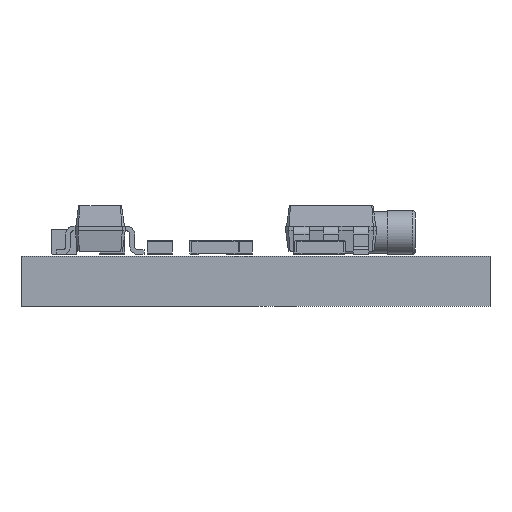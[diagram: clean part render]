
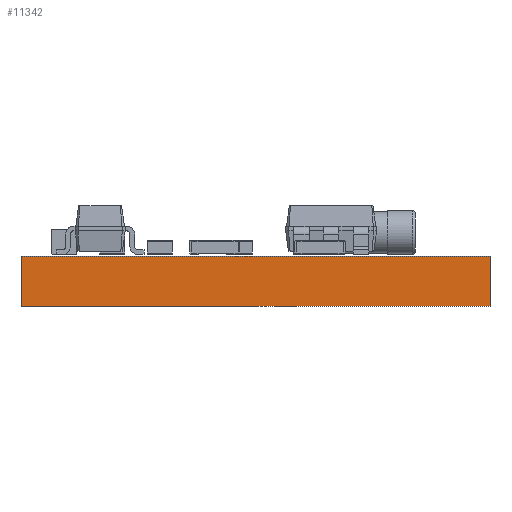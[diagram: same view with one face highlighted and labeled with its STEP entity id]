
A CAD part, left-side view. The second image highlights one B-rep face of the part: STEP entity #11342.
In plain terms, the highlighted planar face has unit normal (-1, 0, 0).
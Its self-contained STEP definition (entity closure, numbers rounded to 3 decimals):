
#11342 = ADVANCED_FACE('',(#11343),#11357,.T.);
#11343 = FACE_BOUND('',#11344,.T.);
#11344 = EDGE_LOOP('',(#11345,#11380,#11408,#11436));
#11345 = ORIENTED_EDGE('',*,*,#11346,.T.);
#11346 = EDGE_CURVE('',#11347,#11349,#11351,.T.);
#11347 = VERTEX_POINT('',#11348);
#11348 = CARTESIAN_POINT('',(124.46,-88.927,0.));
#11349 = VERTEX_POINT('',#11350);
#11350 = CARTESIAN_POINT('',(124.46,-88.927,1.6));
#11351 = SURFACE_CURVE('',#11352,(#11356,#11368),.PCURVE_S1.);
#11352 = LINE('',#11353,#11354);
#11353 = CARTESIAN_POINT('',(124.46,-88.927,0.));
#11354 = VECTOR('',#11355,1.);
#11355 = DIRECTION('',(0.,0.,1.));
#11356 = PCURVE('',#11357,#11362);
#11357 = PLANE('',#11358);
#11358 = AXIS2_PLACEMENT_3D('',#11359,#11360,#11361);
#11359 = CARTESIAN_POINT('',(124.46,-88.927,0.));
#11360 = DIRECTION('',(-1.,0.,0.));
#11361 = DIRECTION('',(0.,1.,0.));
#11362 = DEFINITIONAL_REPRESENTATION('',(#11363),#11367);
#11363 = LINE('',#11364,#11365);
#11364 = CARTESIAN_POINT('',(0.,0.));
#11365 = VECTOR('',#11366,1.);
#11366 = DIRECTION('',(0.,-1.));
#11367 = ( GEOMETRIC_REPRESENTATION_CONTEXT(2) 
PARAMETRIC_REPRESENTATION_CONTEXT() REPRESENTATION_CONTEXT('2D SPACE',''
  ) );
#11368 = PCURVE('',#11369,#11374);
#11369 = PLANE('',#11370);
#11370 = AXIS2_PLACEMENT_3D('',#11371,#11372,#11373);
#11371 = CARTESIAN_POINT('',(141.514,-88.927,0.));
#11372 = DIRECTION('',(0.,-1.,0.));
#11373 = DIRECTION('',(-1.,0.,0.));
#11374 = DEFINITIONAL_REPRESENTATION('',(#11375),#11379);
#11375 = LINE('',#11376,#11377);
#11376 = CARTESIAN_POINT('',(17.055,0.));
#11377 = VECTOR('',#11378,1.);
#11378 = DIRECTION('',(0.,-1.));
#11379 = ( GEOMETRIC_REPRESENTATION_CONTEXT(2) 
PARAMETRIC_REPRESENTATION_CONTEXT() REPRESENTATION_CONTEXT('2D SPACE',''
  ) );
#11380 = ORIENTED_EDGE('',*,*,#11381,.T.);
#11381 = EDGE_CURVE('',#11349,#11382,#11384,.T.);
#11382 = VERTEX_POINT('',#11383);
#11383 = CARTESIAN_POINT('',(124.46,-74.004,1.6));
#11384 = SURFACE_CURVE('',#11385,(#11389,#11396),.PCURVE_S1.);
#11385 = LINE('',#11386,#11387);
#11386 = CARTESIAN_POINT('',(124.46,-88.927,1.6));
#11387 = VECTOR('',#11388,1.);
#11388 = DIRECTION('',(0.,1.,0.));
#11389 = PCURVE('',#11357,#11390);
#11390 = DEFINITIONAL_REPRESENTATION('',(#11391),#11395);
#11391 = LINE('',#11392,#11393);
#11392 = CARTESIAN_POINT('',(0.,-1.6));
#11393 = VECTOR('',#11394,1.);
#11394 = DIRECTION('',(1.,0.));
#11395 = ( GEOMETRIC_REPRESENTATION_CONTEXT(2) 
PARAMETRIC_REPRESENTATION_CONTEXT() REPRESENTATION_CONTEXT('2D SPACE',''
  ) );
#11396 = PCURVE('',#11397,#11402);
#11397 = PLANE('',#11398);
#11398 = AXIS2_PLACEMENT_3D('',#11399,#11400,#11401);
#11399 = CARTESIAN_POINT('',(132.987,-81.465,1.6));
#11400 = DIRECTION('',(-0.,-0.,-1.));
#11401 = DIRECTION('',(-1.,0.,0.));
#11402 = DEFINITIONAL_REPRESENTATION('',(#11403),#11407);
#11403 = LINE('',#11404,#11405);
#11404 = CARTESIAN_POINT('',(8.527,-7.461));
#11405 = VECTOR('',#11406,1.);
#11406 = DIRECTION('',(0.,1.));
#11407 = ( GEOMETRIC_REPRESENTATION_CONTEXT(2) 
PARAMETRIC_REPRESENTATION_CONTEXT() REPRESENTATION_CONTEXT('2D SPACE',''
  ) );
#11408 = ORIENTED_EDGE('',*,*,#11409,.F.);
#11409 = EDGE_CURVE('',#11410,#11382,#11412,.T.);
#11410 = VERTEX_POINT('',#11411);
#11411 = CARTESIAN_POINT('',(124.46,-74.004,0.));
#11412 = SURFACE_CURVE('',#11413,(#11417,#11424),.PCURVE_S1.);
#11413 = LINE('',#11414,#11415);
#11414 = CARTESIAN_POINT('',(124.46,-74.004,0.));
#11415 = VECTOR('',#11416,1.);
#11416 = DIRECTION('',(0.,0.,1.));
#11417 = PCURVE('',#11357,#11418);
#11418 = DEFINITIONAL_REPRESENTATION('',(#11419),#11423);
#11419 = LINE('',#11420,#11421);
#11420 = CARTESIAN_POINT('',(14.923,0.));
#11421 = VECTOR('',#11422,1.);
#11422 = DIRECTION('',(0.,-1.));
#11423 = ( GEOMETRIC_REPRESENTATION_CONTEXT(2) 
PARAMETRIC_REPRESENTATION_CONTEXT() REPRESENTATION_CONTEXT('2D SPACE',''
  ) );
#11424 = PCURVE('',#11425,#11430);
#11425 = PLANE('',#11426);
#11426 = AXIS2_PLACEMENT_3D('',#11427,#11428,#11429);
#11427 = CARTESIAN_POINT('',(124.46,-74.004,0.));
#11428 = DIRECTION('',(0.,1.,0.));
#11429 = DIRECTION('',(1.,0.,0.));
#11430 = DEFINITIONAL_REPRESENTATION('',(#11431),#11435);
#11431 = LINE('',#11432,#11433);
#11432 = CARTESIAN_POINT('',(0.,0.));
#11433 = VECTOR('',#11434,1.);
#11434 = DIRECTION('',(0.,-1.));
#11435 = ( GEOMETRIC_REPRESENTATION_CONTEXT(2) 
PARAMETRIC_REPRESENTATION_CONTEXT() REPRESENTATION_CONTEXT('2D SPACE',''
  ) );
#11436 = ORIENTED_EDGE('',*,*,#11437,.F.);
#11437 = EDGE_CURVE('',#11347,#11410,#11438,.T.);
#11438 = SURFACE_CURVE('',#11439,(#11443,#11450),.PCURVE_S1.);
#11439 = LINE('',#11440,#11441);
#11440 = CARTESIAN_POINT('',(124.46,-88.927,0.));
#11441 = VECTOR('',#11442,1.);
#11442 = DIRECTION('',(0.,1.,0.));
#11443 = PCURVE('',#11357,#11444);
#11444 = DEFINITIONAL_REPRESENTATION('',(#11445),#11449);
#11445 = LINE('',#11446,#11447);
#11446 = CARTESIAN_POINT('',(0.,0.));
#11447 = VECTOR('',#11448,1.);
#11448 = DIRECTION('',(1.,0.));
#11449 = ( GEOMETRIC_REPRESENTATION_CONTEXT(2) 
PARAMETRIC_REPRESENTATION_CONTEXT() REPRESENTATION_CONTEXT('2D SPACE',''
  ) );
#11450 = PCURVE('',#11451,#11456);
#11451 = PLANE('',#11452);
#11452 = AXIS2_PLACEMENT_3D('',#11453,#11454,#11455);
#11453 = CARTESIAN_POINT('',(132.987,-81.465,0.));
#11454 = DIRECTION('',(-0.,-0.,-1.));
#11455 = DIRECTION('',(-1.,0.,0.));
#11456 = DEFINITIONAL_REPRESENTATION('',(#11457),#11461);
#11457 = LINE('',#11458,#11459);
#11458 = CARTESIAN_POINT('',(8.527,-7.461));
#11459 = VECTOR('',#11460,1.);
#11460 = DIRECTION('',(0.,1.));
#11461 = ( GEOMETRIC_REPRESENTATION_CONTEXT(2) 
PARAMETRIC_REPRESENTATION_CONTEXT() REPRESENTATION_CONTEXT('2D SPACE',''
  ) );
